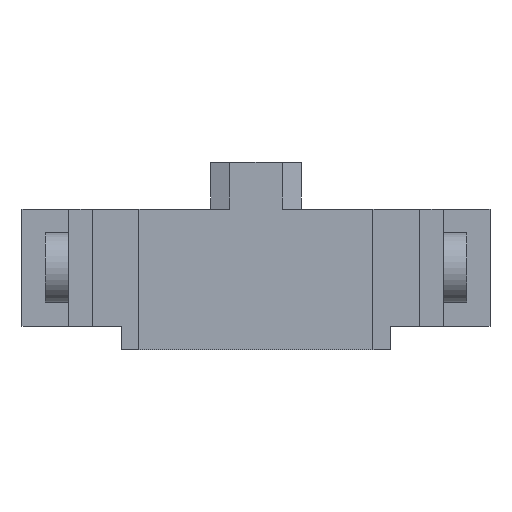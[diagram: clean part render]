
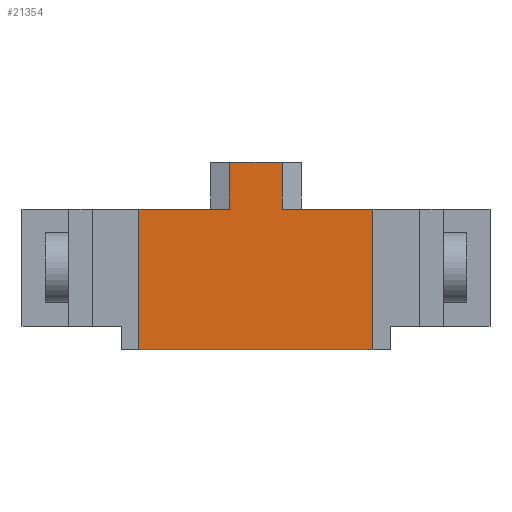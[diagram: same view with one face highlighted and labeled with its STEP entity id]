
A CAD part, front view. The second image highlights one B-rep face of the part: STEP entity #21354.
In plain terms, the highlighted planar face has unit normal (0, -1, 0).
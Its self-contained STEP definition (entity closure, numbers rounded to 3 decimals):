
#2927 = PLANE('',#2928);
#2928 = AXIS2_PLACEMENT_3D('',#2929,#2930,#2931);
#2929 = CARTESIAN_POINT('',(-12.8,40.,3.2));
#2930 = DIRECTION('',(0.,0.,1.));
#2931 = DIRECTION('',(0.,-1.,0.));
#3792 = PLANE('',#3793);
#3793 = AXIS2_PLACEMENT_3D('',#3794,#3795,#3796);
#3794 = CARTESIAN_POINT('',(8.,-39.6,3.2));
#3795 = DIRECTION('',(-1.,0.,0.));
#3796 = DIRECTION('',(0.,-1.,0.));
#3820 = PLANE('',#3821);
#3821 = AXIS2_PLACEMENT_3D('',#3822,#3823,#3824);
#3822 = CARTESIAN_POINT('',(0.,-32.,-6.4));
#3823 = DIRECTION('',(0.,0.,1.));
#3824 = DIRECTION('',(1.,0.,-0.));
#5073 = PLANE('',#5074);
#5074 = AXIS2_PLACEMENT_3D('',#5075,#5076,#5077);
#5075 = CARTESIAN_POINT('',(-8.,-39.6,3.2));
#5076 = DIRECTION('',(-1.,0.,0.));
#5077 = DIRECTION('',(0.,-1.,0.));
#5101 = PLANE('',#5102);
#5102 = AXIS2_PLACEMENT_3D('',#5103,#5104,#5105);
#5103 = CARTESIAN_POINT('',(-12.8,40.,3.2));
#5104 = DIRECTION('',(0.,0.,1.));
#5105 = DIRECTION('',(0.,-1.,0.));
#13050 = VERTEX_POINT('',#13051);
#13051 = CARTESIAN_POINT('',(1.8,-40.,3.2));
#13065 = PLANE('',#13066);
#13066 = AXIS2_PLACEMENT_3D('',#13067,#13068,#13069);
#13067 = CARTESIAN_POINT('',(1.8,-40.,6.4));
#13068 = DIRECTION('',(1.,-0.,0.));
#13069 = DIRECTION('',(0.,0.,-1.));
#13077 = EDGE_CURVE('',#13078,#13050,#13080,.T.);
#13078 = VERTEX_POINT('',#13079);
#13079 = CARTESIAN_POINT('',(8.,-40.,3.2));
#13080 = SURFACE_CURVE('',#13081,(#13085,#13092),.PCURVE_S1.);
#13081 = LINE('',#13082,#13083);
#13082 = CARTESIAN_POINT('',(12.8,-40.,3.2));
#13083 = VECTOR('',#13084,1.);
#13084 = DIRECTION('',(-1.,0.,0.));
#13085 = PCURVE('',#2927,#13086);
#13086 = DEFINITIONAL_REPRESENTATION('',(#13087),#13091);
#13087 = LINE('',#13088,#13089);
#13088 = CARTESIAN_POINT('',(80.,25.6));
#13089 = VECTOR('',#13090,1.);
#13090 = DIRECTION('',(0.,-1.));
#13091 = ( GEOMETRIC_REPRESENTATION_CONTEXT(2) 
PARAMETRIC_REPRESENTATION_CONTEXT() REPRESENTATION_CONTEXT('2D SPACE',''
  ) );
#13092 = PCURVE('',#13093,#13098);
#13093 = PLANE('',#13094);
#13094 = AXIS2_PLACEMENT_3D('',#13095,#13096,#13097);
#13095 = CARTESIAN_POINT('',(12.8,-40.,-4.8));
#13096 = DIRECTION('',(0.,1.,0.));
#13097 = DIRECTION('',(0.,0.,1.));
#13098 = DEFINITIONAL_REPRESENTATION('',(#13099),#13103);
#13099 = LINE('',#13100,#13101);
#13100 = CARTESIAN_POINT('',(8.,0.));
#13101 = VECTOR('',#13102,1.);
#13102 = DIRECTION('',(0.,-1.));
#13103 = ( GEOMETRIC_REPRESENTATION_CONTEXT(2) 
PARAMETRIC_REPRESENTATION_CONTEXT() REPRESENTATION_CONTEXT('2D SPACE',''
  ) );
#13789 = VERTEX_POINT('',#13790);
#13790 = CARTESIAN_POINT('',(-8.,-40.,-6.4));
#13811 = EDGE_CURVE('',#13789,#13812,#13814,.T.);
#13812 = VERTEX_POINT('',#13813);
#13813 = CARTESIAN_POINT('',(8.,-40.,-6.4));
#13814 = SURFACE_CURVE('',#13815,(#13819,#13826),.PCURVE_S1.);
#13815 = LINE('',#13816,#13817);
#13816 = CARTESIAN_POINT('',(-12.8,-40.,-6.4));
#13817 = VECTOR('',#13818,1.);
#13818 = DIRECTION('',(1.,0.,0.));
#13819 = PCURVE('',#3820,#13820);
#13820 = DEFINITIONAL_REPRESENTATION('',(#13821),#13825);
#13821 = LINE('',#13822,#13823);
#13822 = CARTESIAN_POINT('',(-12.8,-8.));
#13823 = VECTOR('',#13824,1.);
#13824 = DIRECTION('',(1.,0.));
#13825 = ( GEOMETRIC_REPRESENTATION_CONTEXT(2) 
PARAMETRIC_REPRESENTATION_CONTEXT() REPRESENTATION_CONTEXT('2D SPACE',''
  ) );
#13826 = PCURVE('',#13093,#13827);
#13827 = DEFINITIONAL_REPRESENTATION('',(#13828),#13832);
#13828 = LINE('',#13829,#13830);
#13829 = CARTESIAN_POINT('',(-1.6,-25.6));
#13830 = VECTOR('',#13831,1.);
#13831 = DIRECTION('',(0.,1.));
#13832 = ( GEOMETRIC_REPRESENTATION_CONTEXT(2) 
PARAMETRIC_REPRESENTATION_CONTEXT() REPRESENTATION_CONTEXT('2D SPACE',''
  ) );
#14197 = EDGE_CURVE('',#13812,#13078,#14198,.T.);
#14198 = SURFACE_CURVE('',#14199,(#14203,#14210),.PCURVE_S1.);
#14199 = LINE('',#14200,#14201);
#14200 = CARTESIAN_POINT('',(8.,-40.,-0.8));
#14201 = VECTOR('',#14202,1.);
#14202 = DIRECTION('',(0.,-0.,1.));
#14203 = PCURVE('',#3792,#14204);
#14204 = DEFINITIONAL_REPRESENTATION('',(#14205),#14209);
#14205 = LINE('',#14206,#14207);
#14206 = CARTESIAN_POINT('',(0.4,-4.));
#14207 = VECTOR('',#14208,1.);
#14208 = DIRECTION('',(0.,1.));
#14209 = ( GEOMETRIC_REPRESENTATION_CONTEXT(2) 
PARAMETRIC_REPRESENTATION_CONTEXT() REPRESENTATION_CONTEXT('2D SPACE',''
  ) );
#14210 = PCURVE('',#13093,#14211);
#14211 = DEFINITIONAL_REPRESENTATION('',(#14212),#14216);
#14212 = LINE('',#14213,#14214);
#14213 = CARTESIAN_POINT('',(4.,-4.8));
#14214 = VECTOR('',#14215,1.);
#14215 = DIRECTION('',(1.,0.));
#14216 = ( GEOMETRIC_REPRESENTATION_CONTEXT(2) 
PARAMETRIC_REPRESENTATION_CONTEXT() REPRESENTATION_CONTEXT('2D SPACE',''
  ) );
#14482 = VERTEX_POINT('',#14483);
#14483 = CARTESIAN_POINT('',(-8.,-40.,3.2));
#14504 = EDGE_CURVE('',#14505,#14482,#14507,.T.);
#14505 = VERTEX_POINT('',#14506);
#14506 = CARTESIAN_POINT('',(-1.8,-40.,3.2));
#14507 = SURFACE_CURVE('',#14508,(#14512,#14519),.PCURVE_S1.);
#14508 = LINE('',#14509,#14510);
#14509 = CARTESIAN_POINT('',(12.8,-40.,3.2));
#14510 = VECTOR('',#14511,1.);
#14511 = DIRECTION('',(-1.,0.,0.));
#14512 = PCURVE('',#5101,#14513);
#14513 = DEFINITIONAL_REPRESENTATION('',(#14514),#14518);
#14514 = LINE('',#14515,#14516);
#14515 = CARTESIAN_POINT('',(80.,25.6));
#14516 = VECTOR('',#14517,1.);
#14517 = DIRECTION('',(0.,-1.));
#14518 = ( GEOMETRIC_REPRESENTATION_CONTEXT(2) 
PARAMETRIC_REPRESENTATION_CONTEXT() REPRESENTATION_CONTEXT('2D SPACE',''
  ) );
#14519 = PCURVE('',#13093,#14520);
#14520 = DEFINITIONAL_REPRESENTATION('',(#14521),#14525);
#14521 = LINE('',#14522,#14523);
#14522 = CARTESIAN_POINT('',(8.,0.));
#14523 = VECTOR('',#14524,1.);
#14524 = DIRECTION('',(0.,-1.));
#14525 = ( GEOMETRIC_REPRESENTATION_CONTEXT(2) 
PARAMETRIC_REPRESENTATION_CONTEXT() REPRESENTATION_CONTEXT('2D SPACE',''
  ) );
#14543 = PLANE('',#14544);
#14544 = AXIS2_PLACEMENT_3D('',#14545,#14546,#14547);
#14545 = CARTESIAN_POINT('',(-1.8,-40.,3.2));
#14546 = DIRECTION('',(-1.,0.,0.));
#14547 = DIRECTION('',(0.,0.,1.));
#20131 = EDGE_CURVE('',#13789,#14482,#20132,.T.);
#20132 = SURFACE_CURVE('',#20133,(#20137,#20144),.PCURVE_S1.);
#20133 = LINE('',#20134,#20135);
#20134 = CARTESIAN_POINT('',(-8.,-40.,-0.8));
#20135 = VECTOR('',#20136,1.);
#20136 = DIRECTION('',(0.,-0.,1.));
#20137 = PCURVE('',#5073,#20138);
#20138 = DEFINITIONAL_REPRESENTATION('',(#20139),#20143);
#20139 = LINE('',#20140,#20141);
#20140 = CARTESIAN_POINT('',(0.4,-4.));
#20141 = VECTOR('',#20142,1.);
#20142 = DIRECTION('',(0.,1.));
#20143 = ( GEOMETRIC_REPRESENTATION_CONTEXT(2) 
PARAMETRIC_REPRESENTATION_CONTEXT() REPRESENTATION_CONTEXT('2D SPACE',''
  ) );
#20144 = PCURVE('',#13093,#20145);
#20145 = DEFINITIONAL_REPRESENTATION('',(#20146),#20150);
#20146 = LINE('',#20147,#20148);
#20147 = CARTESIAN_POINT('',(4.,-20.8));
#20148 = VECTOR('',#20149,1.);
#20149 = DIRECTION('',(1.,0.));
#20150 = ( GEOMETRIC_REPRESENTATION_CONTEXT(2) 
PARAMETRIC_REPRESENTATION_CONTEXT() REPRESENTATION_CONTEXT('2D SPACE',''
  ) );
#20714 = PLANE('',#20715);
#20715 = AXIS2_PLACEMENT_3D('',#20716,#20717,#20718);
#20716 = CARTESIAN_POINT('',(-1.8,-40.,6.4));
#20717 = DIRECTION('',(0.,0.,1.));
#20718 = DIRECTION('',(1.,0.,-0.));
#21354 = ADVANCED_FACE('',(#21355),#13093,.F.);
#21355 = FACE_BOUND('',#21356,.F.);
#21356 = EDGE_LOOP('',(#21357,#21358,#21359,#21360,#21361,#21384,#21407,
    #21428));
#21357 = ORIENTED_EDGE('',*,*,#14197,.F.);
#21358 = ORIENTED_EDGE('',*,*,#13811,.F.);
#21359 = ORIENTED_EDGE('',*,*,#20131,.T.);
#21360 = ORIENTED_EDGE('',*,*,#14504,.F.);
#21361 = ORIENTED_EDGE('',*,*,#21362,.T.);
#21362 = EDGE_CURVE('',#14505,#21363,#21365,.T.);
#21363 = VERTEX_POINT('',#21364);
#21364 = CARTESIAN_POINT('',(-1.8,-40.,6.4));
#21365 = SURFACE_CURVE('',#21366,(#21370,#21377),.PCURVE_S1.);
#21366 = LINE('',#21367,#21368);
#21367 = CARTESIAN_POINT('',(-1.8,-40.,3.2));
#21368 = VECTOR('',#21369,1.);
#21369 = DIRECTION('',(0.,0.,1.));
#21370 = PCURVE('',#13093,#21371);
#21371 = DEFINITIONAL_REPRESENTATION('',(#21372),#21376);
#21372 = LINE('',#21373,#21374);
#21373 = CARTESIAN_POINT('',(8.,-14.6));
#21374 = VECTOR('',#21375,1.);
#21375 = DIRECTION('',(1.,0.));
#21376 = ( GEOMETRIC_REPRESENTATION_CONTEXT(2) 
PARAMETRIC_REPRESENTATION_CONTEXT() REPRESENTATION_CONTEXT('2D SPACE',''
  ) );
#21377 = PCURVE('',#14543,#21378);
#21378 = DEFINITIONAL_REPRESENTATION('',(#21379),#21383);
#21379 = LINE('',#21380,#21381);
#21380 = CARTESIAN_POINT('',(0.,0.));
#21381 = VECTOR('',#21382,1.);
#21382 = DIRECTION('',(1.,0.));
#21383 = ( GEOMETRIC_REPRESENTATION_CONTEXT(2) 
PARAMETRIC_REPRESENTATION_CONTEXT() REPRESENTATION_CONTEXT('2D SPACE',''
  ) );
#21384 = ORIENTED_EDGE('',*,*,#21385,.T.);
#21385 = EDGE_CURVE('',#21363,#21386,#21388,.T.);
#21386 = VERTEX_POINT('',#21387);
#21387 = CARTESIAN_POINT('',(1.8,-40.,6.4));
#21388 = SURFACE_CURVE('',#21389,(#21393,#21400),.PCURVE_S1.);
#21389 = LINE('',#21390,#21391);
#21390 = CARTESIAN_POINT('',(-1.8,-40.,6.4));
#21391 = VECTOR('',#21392,1.);
#21392 = DIRECTION('',(1.,0.,-0.));
#21393 = PCURVE('',#13093,#21394);
#21394 = DEFINITIONAL_REPRESENTATION('',(#21395),#21399);
#21395 = LINE('',#21396,#21397);
#21396 = CARTESIAN_POINT('',(11.2,-14.6));
#21397 = VECTOR('',#21398,1.);
#21398 = DIRECTION('',(0.,1.));
#21399 = ( GEOMETRIC_REPRESENTATION_CONTEXT(2) 
PARAMETRIC_REPRESENTATION_CONTEXT() REPRESENTATION_CONTEXT('2D SPACE',''
  ) );
#21400 = PCURVE('',#20714,#21401);
#21401 = DEFINITIONAL_REPRESENTATION('',(#21402),#21406);
#21402 = LINE('',#21403,#21404);
#21403 = CARTESIAN_POINT('',(0.,0.));
#21404 = VECTOR('',#21405,1.);
#21405 = DIRECTION('',(1.,0.));
#21406 = ( GEOMETRIC_REPRESENTATION_CONTEXT(2) 
PARAMETRIC_REPRESENTATION_CONTEXT() REPRESENTATION_CONTEXT('2D SPACE',''
  ) );
#21407 = ORIENTED_EDGE('',*,*,#21408,.T.);
#21408 = EDGE_CURVE('',#21386,#13050,#21409,.T.);
#21409 = SURFACE_CURVE('',#21410,(#21414,#21421),.PCURVE_S1.);
#21410 = LINE('',#21411,#21412);
#21411 = CARTESIAN_POINT('',(1.8,-40.,6.4));
#21412 = VECTOR('',#21413,1.);
#21413 = DIRECTION('',(0.,0.,-1.));
#21414 = PCURVE('',#13093,#21415);
#21415 = DEFINITIONAL_REPRESENTATION('',(#21416),#21420);
#21416 = LINE('',#21417,#21418);
#21417 = CARTESIAN_POINT('',(11.2,-11.));
#21418 = VECTOR('',#21419,1.);
#21419 = DIRECTION('',(-1.,0.));
#21420 = ( GEOMETRIC_REPRESENTATION_CONTEXT(2) 
PARAMETRIC_REPRESENTATION_CONTEXT() REPRESENTATION_CONTEXT('2D SPACE',''
  ) );
#21421 = PCURVE('',#13065,#21422);
#21422 = DEFINITIONAL_REPRESENTATION('',(#21423),#21427);
#21423 = LINE('',#21424,#21425);
#21424 = CARTESIAN_POINT('',(0.,0.));
#21425 = VECTOR('',#21426,1.);
#21426 = DIRECTION('',(1.,0.));
#21427 = ( GEOMETRIC_REPRESENTATION_CONTEXT(2) 
PARAMETRIC_REPRESENTATION_CONTEXT() REPRESENTATION_CONTEXT('2D SPACE',''
  ) );
#21428 = ORIENTED_EDGE('',*,*,#13077,.F.);
